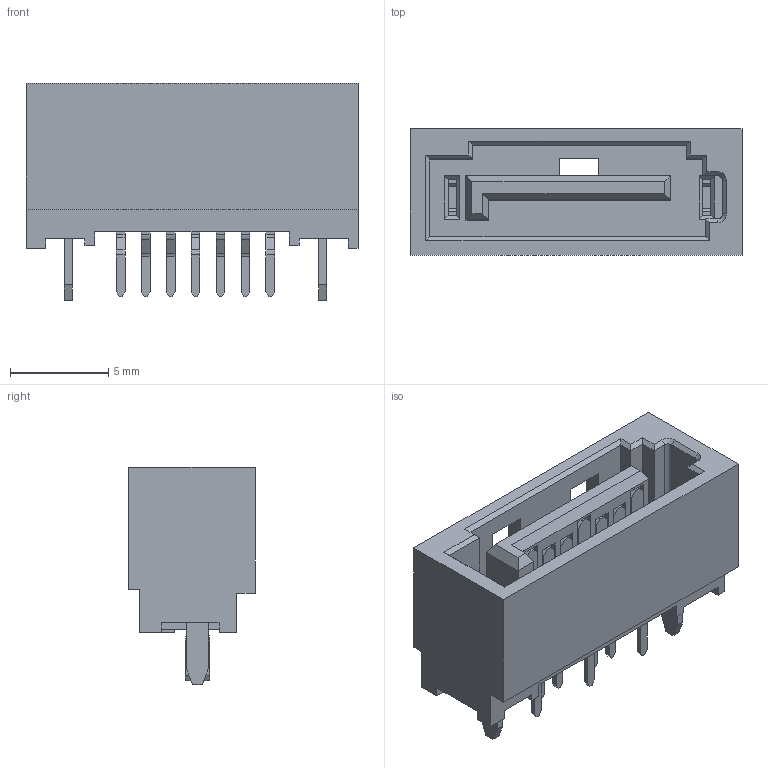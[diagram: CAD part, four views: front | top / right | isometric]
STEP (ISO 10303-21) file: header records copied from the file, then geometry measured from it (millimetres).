
FILE_DESCRIPTION((''),'2;1');
FILE_NAME('678008005','2019-09-30T',('gga'),(''),'PRO/ENGINEER BY PARAMETRIC TECHNOLOGY CORPORATION, 2016010','PRO/ENGINEER BY PARAMETRIC TECHNOLOGY CORPORATION, 2016010','');
FILE_SCHEMA(('CONFIG_CONTROL_DESIGN'));
Length unit declared in the file: millimetre
Products named in the file (1): 678008005
Bounding box: 16.9 x 6.45 x 11.05 mm (x, y, z)
Volume: 482.8 mm3; surface area: 1018.5 mm2
Topology: 1 solids, 1 shells, 306 faces, 876 edges, 578 vertices
Faces by surface type: plane 274, cylinder 30, cone 2
Entity records: 9850 total; most frequent: CARTESIAN_POINT 1743, ORIENTED_EDGE 1716, DIRECTION 1570, EDGE_CURVE 858, VECTOR 796, LINE 796, VERTEX_POINT 560, AXIS2_PLACEMENT_3D 387
